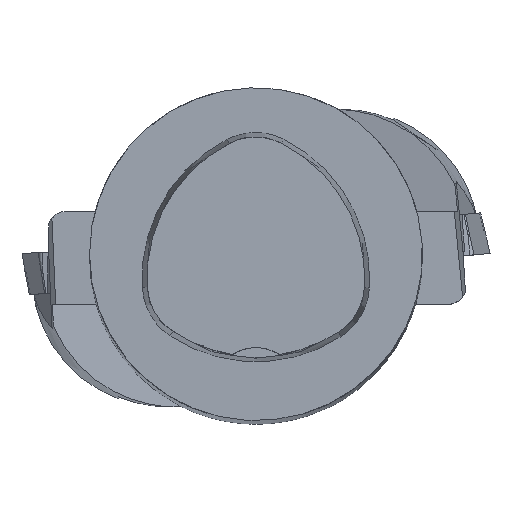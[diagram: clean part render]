
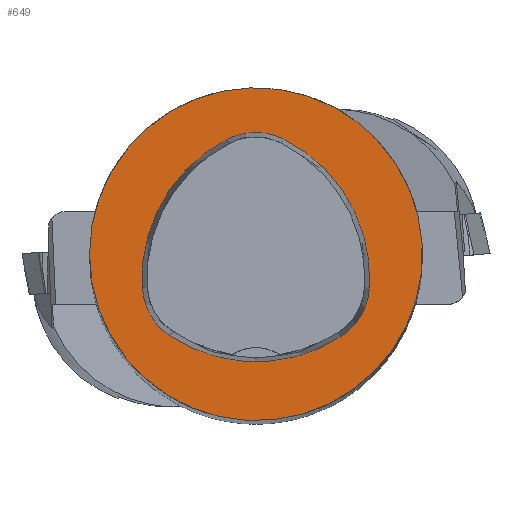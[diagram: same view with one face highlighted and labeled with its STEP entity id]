
A CAD part, top view. The second image highlights one B-rep face of the part: STEP entity #649.
In plain terms, the highlighted planar face has unit normal (0, 0, 1).
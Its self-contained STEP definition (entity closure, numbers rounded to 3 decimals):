
#314=FACE_BOUND('',#1157,.T.);
#315=FACE_BOUND('',#1158,.T.);
#493=CIRCLE('',#3890,16.);
#494=CIRCLE('',#3896,15.);
#496=CIRCLE('',#3899,6.);
#498=CIRCLE('',#3902,15.);
#500=CIRCLE('',#3905,6.);
#504=CIRCLE('',#3910,15.);
#506=CIRCLE('',#3913,6.);
#649=ADVANCED_FACE('',(#314,#315),#792,.T.);
#792=PLANE('',#3918);
#1157=EDGE_LOOP('',(#1946,#1947,#1948,#1949,#1950,#1951));
#1158=EDGE_LOOP('',(#1952));
#1946=ORIENTED_EDGE('',*,*,#2867,.T.);
#1947=ORIENTED_EDGE('',*,*,#2847,.T.);
#1948=ORIENTED_EDGE('',*,*,#2851,.T.);
#1949=ORIENTED_EDGE('',*,*,#2854,.T.);
#1950=ORIENTED_EDGE('',*,*,#2857,.T.);
#1951=ORIENTED_EDGE('',*,*,#2865,.T.);
#1952=ORIENTED_EDGE('',*,*,#2828,.F.);
#2414=VERTEX_POINT('',#6185);
#2431=VERTEX_POINT('',#6258);
#2432=VERTEX_POINT('',#6259);
#2435=VERTEX_POINT('',#6267);
#2437=VERTEX_POINT('',#6273);
#2439=VERTEX_POINT('',#6279);
#2446=VERTEX_POINT('',#6300);
#2828=EDGE_CURVE('',#2414,#2414,#493,.T.);
#2847=EDGE_CURVE('',#2431,#2432,#494,.T.);
#2851=EDGE_CURVE('',#2432,#2435,#496,.T.);
#2854=EDGE_CURVE('',#2435,#2437,#498,.T.);
#2857=EDGE_CURVE('',#2437,#2439,#500,.T.);
#2865=EDGE_CURVE('',#2439,#2446,#504,.T.);
#2867=EDGE_CURVE('',#2446,#2431,#506,.T.);
#3890=AXIS2_PLACEMENT_3D('',#6184,#4584,#4585);
#3896=AXIS2_PLACEMENT_3D('',#6257,#4606,#4607);
#3899=AXIS2_PLACEMENT_3D('',#6266,#4614,#4615);
#3902=AXIS2_PLACEMENT_3D('',#6272,#4621,#4622);
#3905=AXIS2_PLACEMENT_3D('',#6278,#4628,#4629);
#3910=AXIS2_PLACEMENT_3D('',#6301,#4640,#4641);
#3913=AXIS2_PLACEMENT_3D('',#6304,#4646,#4647);
#3918=AXIS2_PLACEMENT_3D('',#6309,#4656,#4657);
#4584=DIRECTION('',(0.,0.,-1.));
#4585=DIRECTION('',(-1.,0.,0.));
#4606=DIRECTION('',(0.,0.,-1.));
#4607=DIRECTION('',(-1.,0.,0.));
#4614=DIRECTION('',(0.,0.,-1.));
#4615=DIRECTION('',(-1.,0.,0.));
#4621=DIRECTION('',(0.,0.,-1.));
#4622=DIRECTION('',(-1.,0.,0.));
#4628=DIRECTION('',(0.,0.,-1.));
#4629=DIRECTION('',(-1.,0.,0.));
#4640=DIRECTION('',(0.,0.,-1.));
#4641=DIRECTION('',(-1.,0.,0.));
#4646=DIRECTION('',(0.,0.,-1.));
#4647=DIRECTION('',(-1.,0.,0.));
#4656=DIRECTION('',(0.,0.,1.));
#4657=DIRECTION('',(-1.,0.,0.));
#6184=CARTESIAN_POINT('',(0.,0.,0.));
#6185=CARTESIAN_POINT('',(-16.,0.,0.));
#6257=CARTESIAN_POINT('',(4.048,-2.316,0.));
#6258=CARTESIAN_POINT('',(-10.926,-3.206,0.));
#6259=CARTESIAN_POINT('',(-2.774,11.043,0.));
#6266=CARTESIAN_POINT('',(-0.045,5.7,0.));
#6267=CARTESIAN_POINT('',(2.638,11.066,0.));
#6272=CARTESIAN_POINT('',(-4.07,-2.35,0.));
#6273=CARTESIAN_POINT('',(10.903,-3.249,0.));
#6278=CARTESIAN_POINT('',(4.914,-2.889,0.));
#6279=CARTESIAN_POINT('',(8.177,-7.924,0.));
#6300=CARTESIAN_POINT('',(-8.24,-7.859,0.));
#6301=CARTESIAN_POINT('',(0.019,4.663,0.));
#6304=CARTESIAN_POINT('',(-4.936,-2.85,0.));
#6309=CARTESIAN_POINT('',(0.,0.,0.));
